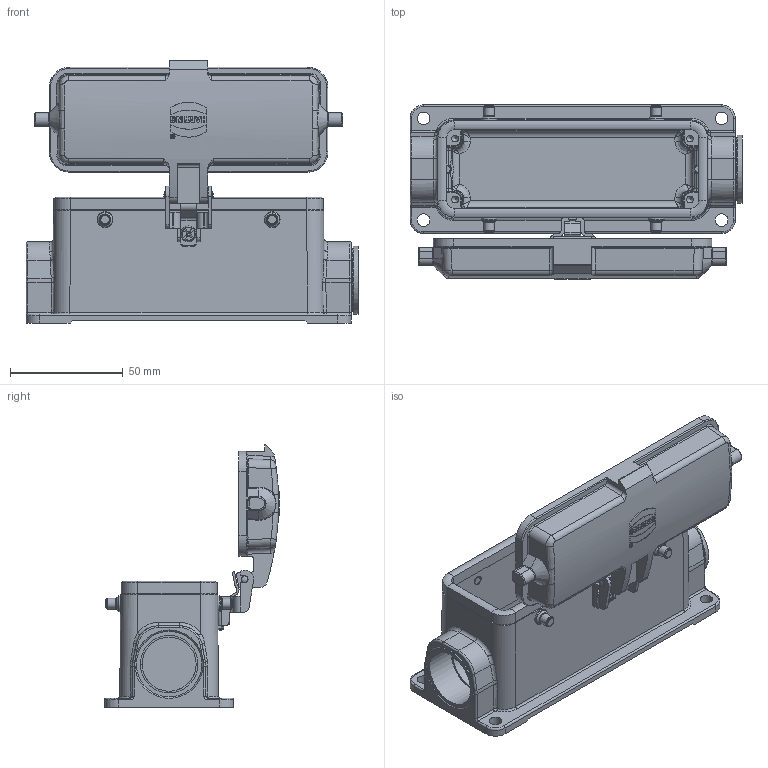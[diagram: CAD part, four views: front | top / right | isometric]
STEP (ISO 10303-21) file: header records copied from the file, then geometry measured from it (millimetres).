
FILE_DESCRIPTION((''),'2;1');
FILE_NAME('05300242273.stp','2020-07-14T15:34:59',('e.eickhoff'),(''),'Autodesk Inventor 2012','Autodesk Inventor 2012','');
FILE_SCHEMA(('AUTOMOTIVE_DESIGN { 1 0 10303 214 1 1 1 1 }'));
Length unit declared in the file: millimetre
Products named in the file (4): 05300242273; M25-PG21 Adapter; KBRM25
Assembly tree (4 placements, depth 2):
  05300242273
    05300242273
    M25-PG21 Adapter  x2
    KBRM25
Bounding box: 147 x 77.29 x 116.08 mm (x, y, z)
Volume: 135824.9 mm3; surface area: 84165.4 mm2
Topology: 5 solids, 5 shells, 959 faces, 3127 edges, 2859 vertices
Faces by surface type: plane 353, cylinder 307, bspline 175, torus 71, cone 47, sphere 6
Full cylindrical faces by diameter (mm): 3 x6, 3.05 x1, 4 x5, 4.8 x4, 5.6 x4, 7 x5, 24 x2, 25.5 x3, 28 x1, 28.3 x2, 29 x2, 30 x1
Entity records: 39612 total; most frequent: CARTESIAN_POINT 12477, DIRECTION 5209, ORIENTED_EDGE 4696, EDGE_CURVE 2348, AXIS2_PLACEMENT_3D 1944, VERTEX_POINT 1505, VECTOR 1321, LINE 1321
